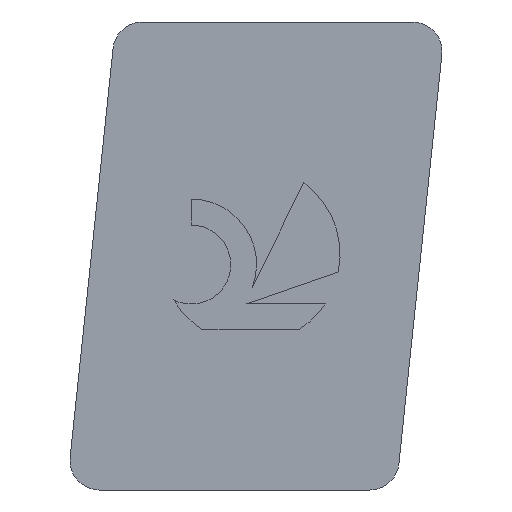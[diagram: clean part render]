
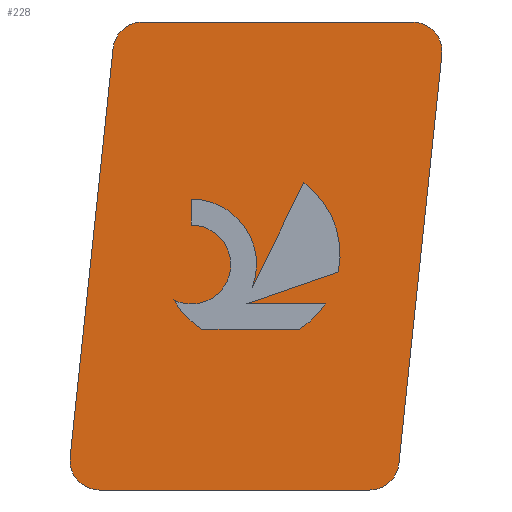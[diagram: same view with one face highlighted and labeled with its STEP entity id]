
A CAD part, top view. The second image highlights one B-rep face of the part: STEP entity #228.
In plain terms, the highlighted planar face has unit normal (0, 0, 1).
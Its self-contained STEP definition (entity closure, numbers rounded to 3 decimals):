
#142=VERTEX_POINT('',#394);
#164=EDGE_CURVE('',#352,#358,#419,.T.);
#166=VERTEX_POINT('',#421);
#172=VERTEX_POINT('',#427);
#186=VERTEX_POINT('',#441);
#196=VERTEX_POINT('',#451);
#214=VERTEX_POINT('',#473);
#216=EDGE_CURVE('',#172,#186,#475,.T.);
#218=EDGE_CURVE('',#166,#236,#477,.T.);
#224=EDGE_CURVE('',#358,#302,#484,.T.);
#228=ADVANCED_FACE('',(#488,#489),#490,.T.);
#230=VERTEX_POINT('',#492);
#232=VERTEX_POINT('',#494);
#236=VERTEX_POINT('',#499);
#242=EDGE_CURVE('',#186,#368,#505,.T.);
#256=EDGE_CURVE('',#230,#330,#521,.T.);
#258=EDGE_CURVE('',#308,#214,#523,.T.);
#270=EDGE_CURVE('',#142,#172,#536,.T.);
#278=VERTEX_POINT('',#545);
#284=EDGE_CURVE('',#196,#322,#552,.T.);
#294=EDGE_CURVE('',#278,#142,#563,.T.);
#300=VERTEX_POINT('',#569);
#302=VERTEX_POINT('',#571);
#304=EDGE_CURVE('',#300,#352,#573,.T.);
#308=VERTEX_POINT('',#577);
#322=VERTEX_POINT('',#594);
#328=EDGE_CURVE('',#236,#334,#601,.T.);
#330=VERTEX_POINT('',#603);
#334=VERTEX_POINT('',#607);
#346=EDGE_CURVE('',#232,#166,#620,.T.);
#348=EDGE_CURVE('',#322,#278,#622,.T.);
#352=VERTEX_POINT('',#626);
#354=EDGE_CURVE('',#330,#308,#628,.T.);
#358=VERTEX_POINT('',#632);
#362=EDGE_CURVE('',#368,#300,#637,.T.);
#364=EDGE_CURVE('',#214,#232,#639,.T.);
#368=VERTEX_POINT('',#643);
#372=EDGE_CURVE('',#334,#230,#647,.T.);
#374=EDGE_CURVE('',#302,#196,#649,.T.);
#394=CARTESIAN_POINT('',(2.435,2.524,0.0));
#419=CIRCLE('',#693,0.536);
#421=CARTESIAN_POINT('',(0.046,0.442,0.0));
#427=CARTESIAN_POINT('',(3.506,2.524,0.0));
#441=CARTESIAN_POINT('',(3.157,2.179,0.0));
#451=CARTESIAN_POINT('',(2.517,2.748,0.0));
#473=CARTESIAN_POINT('',(1.028,6.35,0.0));
#475=CIRCLE('',#768,1.213);
#477=CIRCLE('',#771,0.4);
#484=LINE('',#781,#782);
#488=FACE_BOUND('',#788,.T.);
#489=FACE_OUTER_BOUND('',#789,.T.);
#490=PLANE('',#790);
#492=CARTESIAN_POINT('',(4.508,0.358,0.0));
#494=CARTESIAN_POINT('',(0.63,5.992,0.0));
#499=CARTESIAN_POINT('',(0.444,0.0,0.0));
#505=LINE('',#810,#811);
#521=LINE('',#833,#834);
#523=LINE('',#837,#838);
#536=LINE('',#853,#854);
#545=CARTESIAN_POINT('',(3.686,2.959,0.0));
#552=LINE('',#877,#878);
#563=LINE('',#891,#892);
#569=CARTESIAN_POINT('',(1.451,2.579,0.0));
#571=CARTESIAN_POINT('',(1.687,3.946,0.0));
#573=CIRCLE('',#905,0.536);
#577=CARTESIAN_POINT('',(4.693,6.35,0.0));
#594=CARTESIAN_POINT('',(3.218,4.171,0.0));
#601=LINE('',#941,#942);
#603=CARTESIAN_POINT('',(5.091,5.908,0.0));
#607=CARTESIAN_POINT('',(4.11,0.0,0.0));
#620=LINE('',#969,#970);
#622=CIRCLE('',#973,1.213);
#626=CARTESIAN_POINT('',(1.93,3.537,0.0));
#628=CIRCLE('',#980,0.4);
#632=CARTESIAN_POINT('',(1.687,3.594,0.0));
#637=CIRCLE('',#991,1.213);
#639=CIRCLE('',#994,0.4);
#643=CARTESIAN_POINT('',(1.835,2.179,0.0));
#647=CIRCLE('',#1004,0.4);
#649=CIRCLE('',#1007,0.881);
#693=AXIS2_PLACEMENT_3D('',#1039,#1040,#1041);
#768=AXIS2_PLACEMENT_3D('',#1097,#1098,#1099);
#771=AXIS2_PLACEMENT_3D('',#1100,#1101,#1102);
#781=CARTESIAN_POINT('',(1.687,3.561,0.0));
#782=VECTOR('',#1112,1.0);
#788=EDGE_LOOP('',(#1115,#1116,#1117,#1118,#1119,#1120,#1121,#1122,#1123,#1124,#1125));
#789=EDGE_LOOP('',(#1126,#1127,#1128,#1129,#1130,#1131,#1132,#1133));
#790=AXIS2_PLACEMENT_3D('',#1134,#1135,#1136);
#810=CARTESIAN_POINT('',(2.202,2.179,0.0));
#811=VECTOR('',#1147,1.0);
#833=CARTESIAN_POINT('',(4.508,0.358,0.0));
#834=VECTOR('',#1169,1.0);
#837=CARTESIAN_POINT('',(4.693,6.35,0.0));
#838=VECTOR('',#1170,1.0);
#853=CARTESIAN_POINT('',(3.038,2.524,0.0));
#854=VECTOR('',#1181,1.0);
#877=CARTESIAN_POINT('',(2.957,3.642,0.0));
#878=VECTOR('',#1201,1.0);
#891=CARTESIAN_POINT('',(2.595,2.58,0.0));
#892=VECTOR('',#1213,1.0);
#905=AXIS2_PLACEMENT_3D('',#1215,#1216,#1217);
#941=CARTESIAN_POINT('',(0.444,0.0,0.0));
#942=VECTOR('',#1263,1.0);
#969=CARTESIAN_POINT('',(0.63,5.992,0.0));
#970=VECTOR('',#1278,1.0);
#973=AXIS2_PLACEMENT_3D('',#1279,#1280,#1281);
#980=AXIS2_PLACEMENT_3D('',#1282,#1283,#1284);
#991=AXIS2_PLACEMENT_3D('',#1296,#1297,#1298);
#994=AXIS2_PLACEMENT_3D('',#1299,#1300,#1301);
#1004=AXIS2_PLACEMENT_3D('',#1305,#1306,#1307);
#1007=AXIS2_PLACEMENT_3D('',#1308,#1309,#1310);
#1039=CARTESIAN_POINT('',(1.691,3.058,0.0));
#1040=DIRECTION('',(0.0,0.0,1.0));
#1041=DIRECTION('',(-0.447,-0.894,0.0));
#1097=CARTESIAN_POINT('',(2.496,3.196,0.0));
#1098=DIRECTION('',(0.0,-0.0,-1.0));
#1099=DIRECTION('',(0.545,-0.838,0.0));
#1100=CARTESIAN_POINT('',(0.444,0.4,0.0));
#1101=DIRECTION('',(0.0,0.0,1.0));
#1102=DIRECTION('',(-0.995,0.105,0.0));
#1112=DIRECTION('',(0.0,1.0,0.0));
#1115=ORIENTED_EDGE('',*,*,#224,.T.);
#1116=ORIENTED_EDGE('',*,*,#374,.T.);
#1117=ORIENTED_EDGE('',*,*,#284,.T.);
#1118=ORIENTED_EDGE('',*,*,#348,.T.);
#1119=ORIENTED_EDGE('',*,*,#294,.T.);
#1120=ORIENTED_EDGE('',*,*,#270,.T.);
#1121=ORIENTED_EDGE('',*,*,#216,.T.);
#1122=ORIENTED_EDGE('',*,*,#242,.T.);
#1123=ORIENTED_EDGE('',*,*,#362,.T.);
#1124=ORIENTED_EDGE('',*,*,#304,.T.);
#1125=ORIENTED_EDGE('',*,*,#164,.T.);
#1126=ORIENTED_EDGE('',*,*,#328,.T.);
#1127=ORIENTED_EDGE('',*,*,#372,.T.);
#1128=ORIENTED_EDGE('',*,*,#256,.T.);
#1129=ORIENTED_EDGE('',*,*,#354,.T.);
#1130=ORIENTED_EDGE('',*,*,#258,.T.);
#1131=ORIENTED_EDGE('',*,*,#364,.T.);
#1132=ORIENTED_EDGE('',*,*,#346,.T.);
#1133=ORIENTED_EDGE('',*,*,#218,.T.);
#1134=CARTESIAN_POINT('',(2.569,3.175,0.0));
#1135=DIRECTION('',(0.0,0.0,1.0));
#1136=DIRECTION('',(1.0,0.0,0.0));
#1147=DIRECTION('',(-1.0,0.0,0.0));
#1169=DIRECTION('',(0.105,0.995,0.0));
#1170=DIRECTION('',(-1.0,0.0,0.0));
#1181=DIRECTION('',(1.0,0.0,0.0));
#1201=DIRECTION('',(0.442,0.897,-0.0));
#1213=DIRECTION('',(-0.945,-0.328,0.0));
#1215=CARTESIAN_POINT('',(1.691,3.058,0.0));
#1216=DIRECTION('',(0.0,0.0,1.0));
#1217=DIRECTION('',(-0.447,-0.894,0.0));
#1263=DIRECTION('',(1.0,0.0,0.0));
#1278=DIRECTION('',(-0.105,-0.995,0.0));
#1279=CARTESIAN_POINT('',(2.496,3.196,0.0));
#1280=DIRECTION('',(0.0,-0.0,-1.0));
#1281=DIRECTION('',(0.981,-0.196,0.0));
#1282=CARTESIAN_POINT('',(4.693,5.95,0.0));
#1283=DIRECTION('',(-0.0,0.0,1.0));
#1284=DIRECTION('',(0.995,-0.105,0.0));
#1296=CARTESIAN_POINT('',(2.496,3.196,0.0));
#1297=DIRECTION('',(-0.0,0.0,-1.0));
#1298=DIRECTION('',(-0.861,-0.508,0.0));
#1299=CARTESIAN_POINT('',(1.028,5.95,0.0));
#1300=DIRECTION('',(0.0,0.0,1.0));
#1301=DIRECTION('',(0.,1.0,0.0));
#1305=CARTESIAN_POINT('',(4.11,0.4,0.0));
#1306=DIRECTION('',(0.0,0.0,1.0));
#1307=DIRECTION('',(0.,-1.0,0.0));
#1308=CARTESIAN_POINT('',(1.694,3.065,0.0));
#1309=DIRECTION('',(0.0,-0.0,-1.0));
#1310=DIRECTION('',(0.933,-0.359,0.0));
